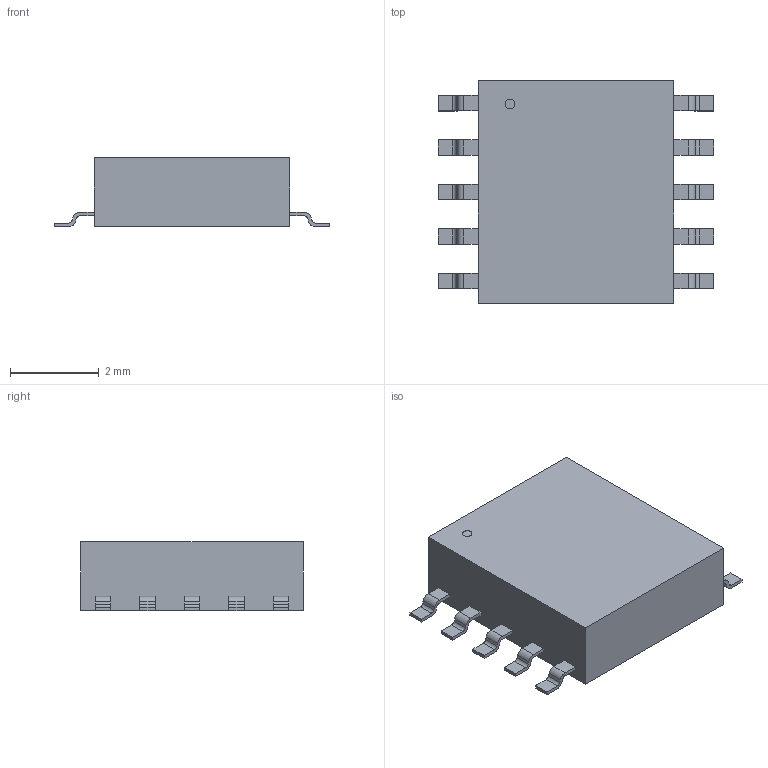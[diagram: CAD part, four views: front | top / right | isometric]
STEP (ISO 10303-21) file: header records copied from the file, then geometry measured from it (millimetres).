
FILE_DESCRIPTION(('STEP AP214'),'1');
FILE_NAME('MFP10_4P4X5_ONS','2022-03-20T16:15:33',(''),(''),'','','');
FILE_SCHEMA(('AUTOMOTIVE_DESIGN'));
Length unit declared in the file: millimetre
Products named in the file (1): product
Bounding box: 6.2 x 5 x 1.55 mm (x, y, z)
Volume: 34.4 mm3; surface area: 82.7 mm2
Topology: 12 solids, 12 shells, 149 faces, 375 edges, 250 vertices
Faces by surface type: plane 108, cylinder 41
Full cylindrical faces by diameter (mm): 0.22 x1
Entity records: 4296 total; most frequent: DIRECTION 758, ORIENTED_EDGE 748, CARTESIAN_POINT 443, EDGE_CURVE 374, LINE 292, VECTOR 292, VERTEX_POINT 250, AXIS2_PLACEMENT_3D 233
